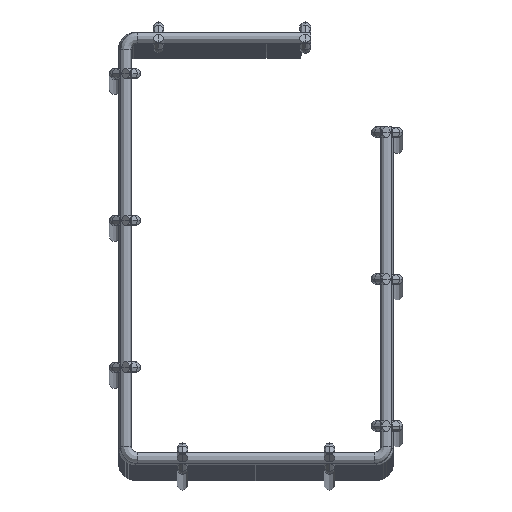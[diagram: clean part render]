
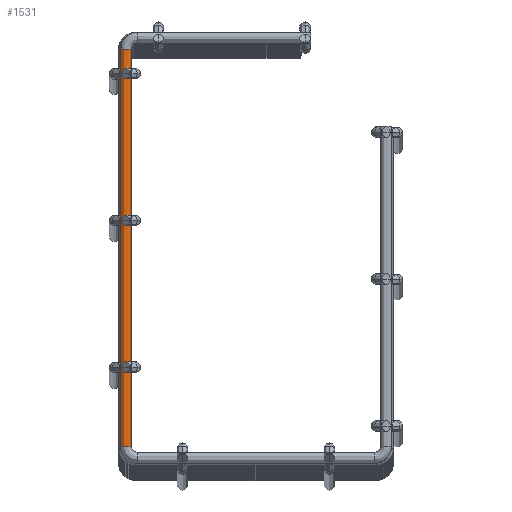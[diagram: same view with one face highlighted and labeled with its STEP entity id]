
A CAD part, top view. The second image highlights one B-rep face of the part: STEP entity #1531.
In plain terms, the highlighted cylindrical face has radius 1.9 mm (diameter 3.8 mm), a partial arc.
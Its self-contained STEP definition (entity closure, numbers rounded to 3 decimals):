
#1313=CARTESIAN_POINT('',(-44.3,139.1,0.));
#1314=DIRECTION('',(0.,-1.,0.));
#1315=DIRECTION('',(1.,0.,0.));
#1316=AXIS2_PLACEMENT_3D('',#1313,#1314,#1315);
#1318=DIRECTION('',(0.,-1.,0.));
#1319=VECTOR('',#1318,135.2);
#1320=CARTESIAN_POINT('',(-42.4,139.1,0.));
#1321=LINE('',#1320,#1319);
#1327=DIRECTION('',(0.,-1.,0.));
#1328=VECTOR('',#1327,135.2);
#1329=CARTESIAN_POINT('',(-46.2,139.1,0.));
#1330=LINE('',#1329,#1328);
#1341=CARTESIAN_POINT('',(-44.3,3.9,0.));
#1342=DIRECTION('',(0.,-1.,0.));
#1343=DIRECTION('',(1.,0.,0.));
#1344=AXIS2_PLACEMENT_3D('',#1341,#1342,#1343);
#1425=CARTESIAN_POINT('',(-42.4,139.1,0.));
#1426=CARTESIAN_POINT('',(-46.2,139.1,0.));
#1427=VERTEX_POINT('',#1425);
#1428=VERTEX_POINT('',#1426);
#1429=CARTESIAN_POINT('',(-42.4,3.9,0.));
#1430=CARTESIAN_POINT('',(-46.2,3.9,0.));
#1431=VERTEX_POINT('',#1429);
#1432=VERTEX_POINT('',#1430);
#1517=CARTESIAN_POINT('',(-44.3,139.1,0.));
#1518=DIRECTION('',(0.,-1.,0.));
#1519=DIRECTION('',(1.,0.,0.));
#1520=AXIS2_PLACEMENT_3D('',#1517,#1518,#1519);
#1521=CYLINDRICAL_SURFACE('',#1520,1.9);
#1522=ORIENTED_EDGE('',*,*,#1511,.F.);
#1524=ORIENTED_EDGE('',*,*,#1523,.T.);
#1526=ORIENTED_EDGE('',*,*,#1525,.T.);
#1528=ORIENTED_EDGE('',*,*,#1527,.F.);
#1529=EDGE_LOOP('',(#1522,#1524,#1526,#1528));
#1530=FACE_OUTER_BOUND('',#1529,.F.);
#1531=ADVANCED_FACE('',(#1530),#1521,.T.);
#1317=CIRCLE('',#1316,1.9);
#1345=CIRCLE('',#1344,1.9);
#1511=EDGE_CURVE('',#1427,#1428,#1317,.T.);
#1523=EDGE_CURVE('',#1427,#1431,#1321,.T.);
#1525=EDGE_CURVE('',#1431,#1432,#1345,.T.);
#1527=EDGE_CURVE('',#1428,#1432,#1330,.T.);
